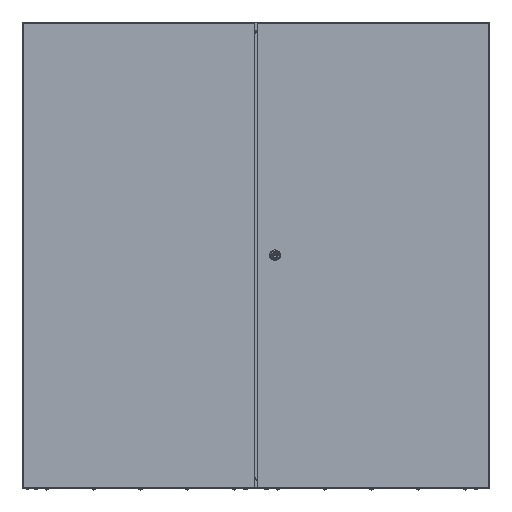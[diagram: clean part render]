
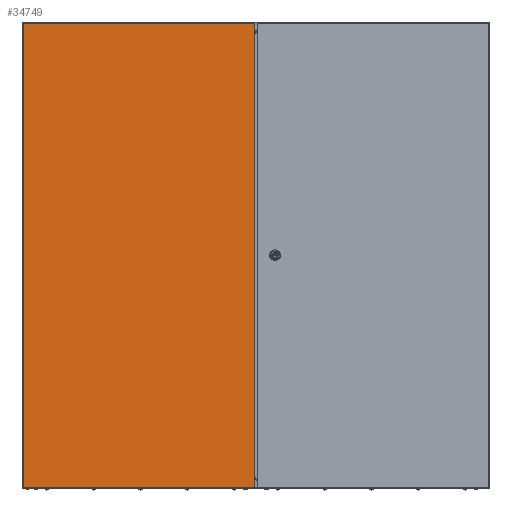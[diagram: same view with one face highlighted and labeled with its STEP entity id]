
A CAD part, top view. The second image highlights one B-rep face of the part: STEP entity #34749.
In plain terms, the highlighted planar face has unit normal (0, 0, 1).
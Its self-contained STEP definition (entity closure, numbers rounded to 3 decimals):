
#9411 = DIRECTION ( 'NONE',  ( 0., -1., 0. ) ) ;
#12747 = EDGE_CURVE ( 'NONE', #105984, #22383, #46254, .T. ) ;
#12880 = DIRECTION ( 'NONE',  ( 1., 0., 0. ) ) ;
#17068 = CARTESIAN_POINT ( 'NONE',  ( 597.13, 1197., 17.5 ) ) ;
#17636 = LINE ( 'NONE', #52444, #57700 ) ;
#18822 = EDGE_CURVE ( 'NONE', #32316, #105984, #17636, .T. ) ;
#20490 = EDGE_CURVE ( 'NONE', #22383, #28979, #95516, .T. ) ;
#22285 = ORIENTED_EDGE ( 'NONE', *, *, #59098, .T. ) ;
#22383 = VERTEX_POINT ( 'NONE', #101279 ) ;
#22928 = ORIENTED_EDGE ( 'NONE', *, *, #20490, .T. ) ;
#28979 = VERTEX_POINT ( 'NONE', #48415 ) ;
#32316 = VERTEX_POINT ( 'NONE', #76505 ) ;
#34749 = ADVANCED_FACE ( 'NONE', ( #56795 ), #64798, .T. ) ;
#43791 = ORIENTED_EDGE ( 'NONE', *, *, #18822, .T. ) ;
#43870 = DIRECTION ( 'NONE',  ( 0., 1., 0. ) ) ;
#44050 = VECTOR ( 'NONE', #90680, 1000. ) ;
#46254 = LINE ( 'NONE', #106694, #44050 ) ;
#48415 = CARTESIAN_POINT ( 'NONE',  ( 2.63, 3., 17.5 ) ) ;
#49714 = VECTOR ( 'NONE', #9411, 1000. ) ;
#51383 = LINE ( 'NONE', #95260, #58805 ) ;
#52444 = CARTESIAN_POINT ( 'NONE',  ( 597.13, 1197., 17.5 ) ) ;
#56795 = FACE_OUTER_BOUND ( 'NONE', #110559, .T. ) ;
#57700 = VECTOR ( 'NONE', #43870, 1000. ) ;
#58805 = VECTOR ( 'NONE', #59920, 1000. ) ;
#59098 = EDGE_CURVE ( 'NONE', #28979, #32316, #51383, .T. ) ;
#59920 = DIRECTION ( 'NONE',  ( 1., 0., 0. ) ) ;
#64798 = PLANE ( 'NONE',  #91902 ) ;
#65348 = CARTESIAN_POINT ( 'NONE',  ( 0., 0., 17.5 ) ) ;
#76505 = CARTESIAN_POINT ( 'NONE',  ( 597.13, 3., 17.5 ) ) ;
#90680 = DIRECTION ( 'NONE',  ( -1., 0., 0. ) ) ;
#91000 = DIRECTION ( 'NONE',  ( 0., 0., 1. ) ) ;
#91902 = AXIS2_PLACEMENT_3D ( 'NONE', #65348, #91000, #12880 ) ;
#95260 = CARTESIAN_POINT ( 'NONE',  ( 2.63, 3., 17.5 ) ) ;
#95516 = LINE ( 'NONE', #112117, #49714 ) ;
#101279 = CARTESIAN_POINT ( 'NONE',  ( 2.63, 1197., 17.5 ) ) ;
#105984 = VERTEX_POINT ( 'NONE', #17068 ) ;
#106694 = CARTESIAN_POINT ( 'NONE',  ( 2.63, 1197., 17.5 ) ) ;
#106951 = ORIENTED_EDGE ( 'NONE', *, *, #12747, .T. ) ;
#110559 = EDGE_LOOP ( 'NONE', ( #22928, #22285, #43791, #106951 ) ) ;
#112117 = CARTESIAN_POINT ( 'NONE',  ( 2.63, 1197., 17.5 ) ) ;
